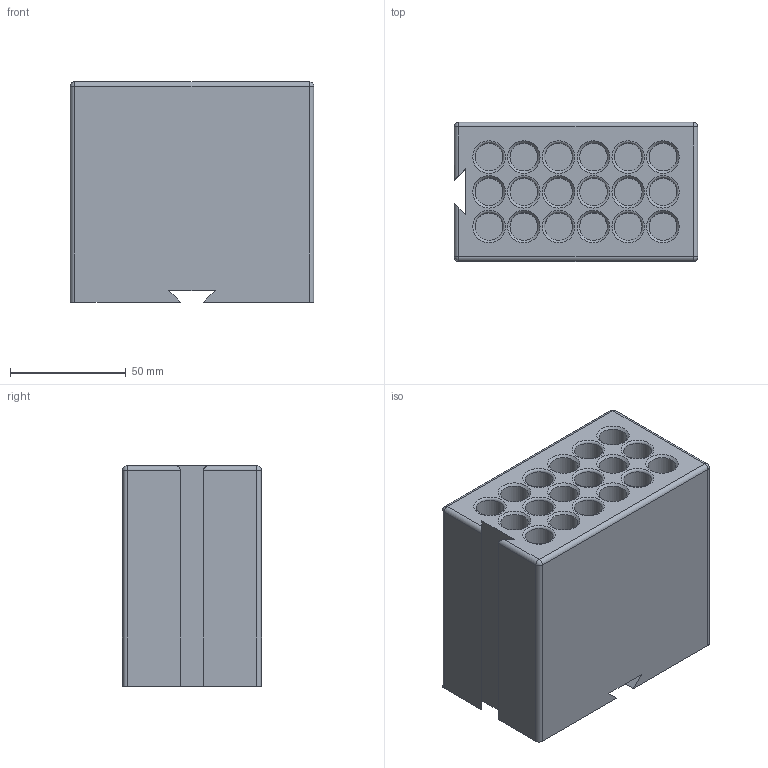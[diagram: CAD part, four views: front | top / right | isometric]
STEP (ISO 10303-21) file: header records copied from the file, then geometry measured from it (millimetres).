
FILE_DESCRIPTION(('FreeCAD Model'),'2;1');
FILE_NAME('Open CASCADE Shape Model','2025-05-17T21:49:01',(''),(''), 'Open CASCADE STEP processor 7.8','FreeCAD','Unknown');
FILE_SCHEMA(('AUTOMOTIVE_DESIGN { 1 0 10303 214 1 1 1 1 }'));
Length unit declared in the file: millimetre
Products named in the file (1): Body
Bounding box: 105 x 60 x 95 mm (x, y, z)
Volume: 412986.7 mm3; surface area: 104133.4 mm2
Topology: 1 solids, 1 shells, 81 faces, 157 edges, 92 vertices
Faces by surface type: plane 32, cylinder 27, cone 9, torus 9, sphere 4
Full cylindrical faces by diameter (mm): 12 x18
Entity records: 4111 total; most frequent: CARTESIAN_POINT 769, DIRECTION 682, LINE 334, VECTOR 334, ORIENTED_EDGE 306, PCURVE 306, DEFINITIONAL_REPRESENTATION 306, AXIS2_PLACEMENT_3D 163
